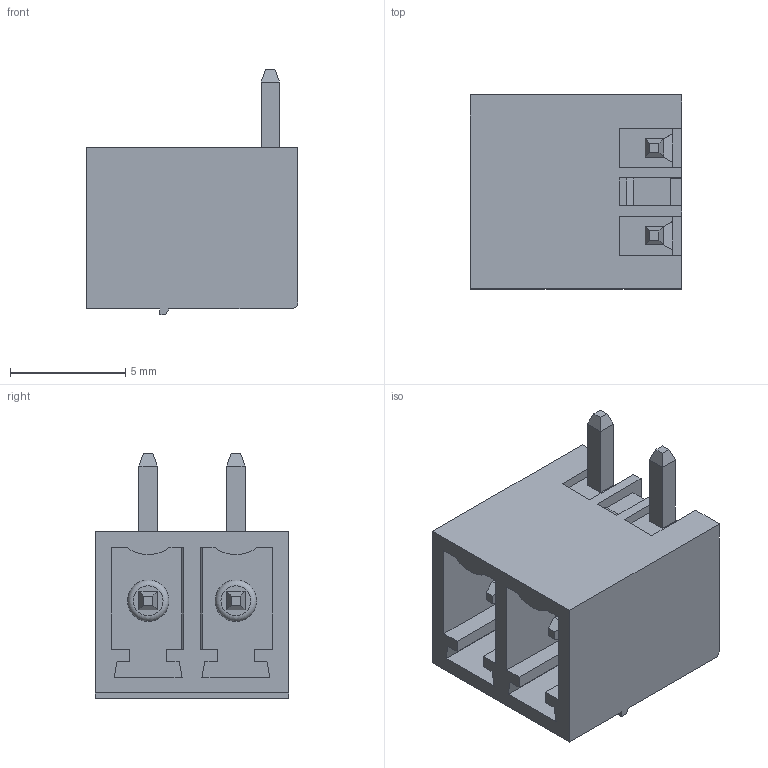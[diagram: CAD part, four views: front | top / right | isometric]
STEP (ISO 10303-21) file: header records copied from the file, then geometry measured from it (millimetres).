
FILE_DESCRIPTION(('STEP AP214'),'1');
FILE_NAME('PV02-3,81-H-P.stp','2021-04-06T11:07:44',(' '),(' '),'Spatial InterOp 3D',' ',' ');
FILE_SCHEMA(('AUTOMOTIVE_DESIGN { 1 0 10303 214 1 1 1 1 }'));
Length unit declared in the file: metre
Products named in the file (1): 1617712566
Bounding box: 9.2 x 8.42 x 10.65 mm (x, y, z)
Volume: 323.5 mm3; surface area: 757.3 mm2
Topology: 1 solids, 1 shells, 109 faces, 287 edges, 186 vertices
Faces by surface type: plane 102, cylinder 5, torus 2
Full cylindrical faces by diameter (mm): 1.8 x2
Entity records: 4136 total; most frequent: CARTESIAN_POINT 575, ORIENTED_EDGE 562, DIRECTION 513, EDGE_CURVE 281, LINE 269, VECTOR 269, VERTEX_POINT 184, AXIS2_PLACEMENT_3D 122
